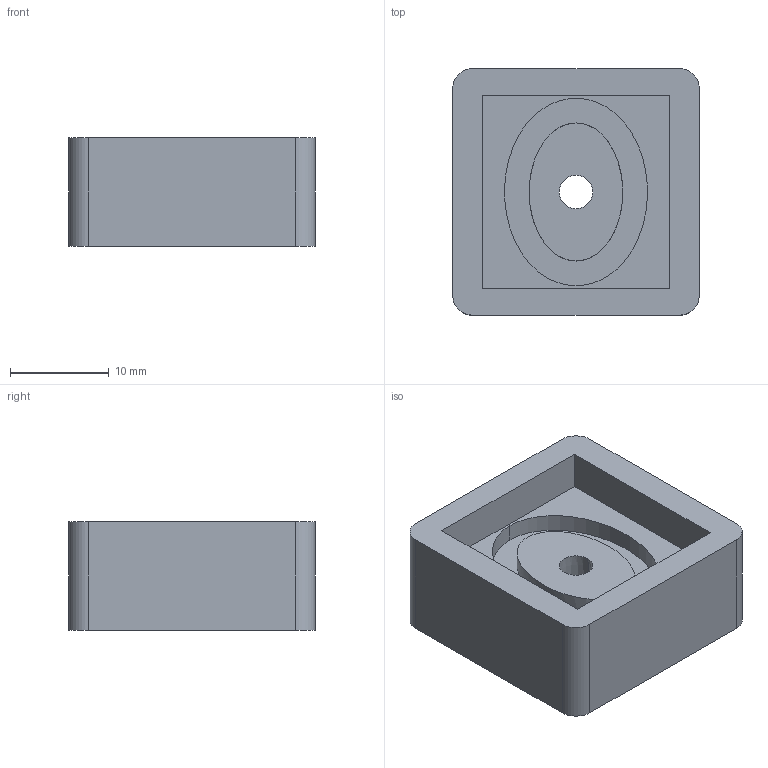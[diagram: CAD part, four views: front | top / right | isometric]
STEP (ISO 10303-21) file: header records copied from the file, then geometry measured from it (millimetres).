
FILE_DESCRIPTION (( 'STEP AP214' ), '1' );
FILE_NAME ('OA-Y60-P01-00.STEP', '2018-10-14T12:37:29', ( '' ), ( '' ), 'SwSTEP 2.0', 'SolidWorks 2014', '' );
FILE_SCHEMA (( 'AUTOMOTIVE_DESIGN' ));
Length unit declared in the file: millimetre
Products named in the file (1): OA-Y60-P01-00
Bounding box: 25 x 25 x 11 mm (x, y, z)
Volume: 5054.3 mm3; surface area: 2826.7 mm2
Topology: 1 solids, 1 shells, 23 faces, 54 edges, 36 vertices
Faces by surface type: plane 13, bspline 4, cylinder 4, cone 2
Entity records: 1132 total; most frequent: CARTESIAN_POINT 580, ORIENTED_EDGE 108, DIRECTION 98, EDGE_CURVE 54, VERTEX_POINT 36, VECTOR 34, LINE 34, AXIS2_PLACEMENT_3D 32
